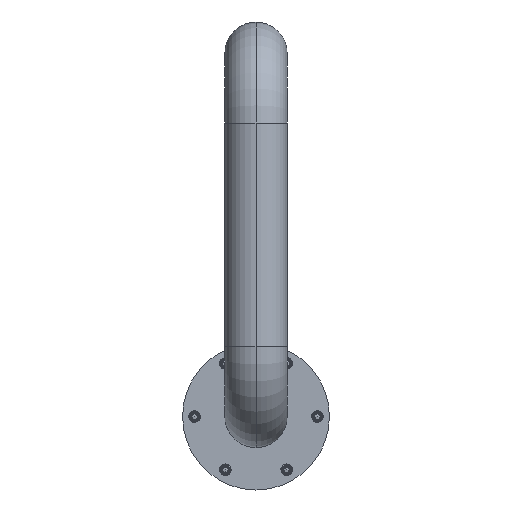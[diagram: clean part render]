
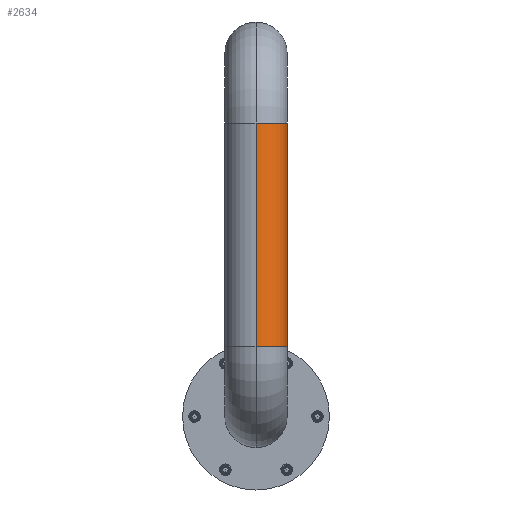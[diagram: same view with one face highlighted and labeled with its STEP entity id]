
A CAD part, front view. The second image highlights one B-rep face of the part: STEP entity #2634.
In plain terms, the highlighted cylindrical face has radius 44.5 mm (diameter 89 mm), a partial arc.
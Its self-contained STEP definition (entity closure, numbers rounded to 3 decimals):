
#2347 = DIRECTION ( 'NONE',  ( 0., 0., 1. ) ) ;
#2486 = DIRECTION ( 'NONE',  ( 0., -1., 0. ) ) ;
#2634 = ADVANCED_FACE ( 'NONE', ( #18030 ), #12723, .T. ) ;
#5567 = CARTESIAN_POINT ( 'NONE',  ( 0., -2269.5, 100. ) ) ;
#5780 = ORIENTED_EDGE ( 'NONE', *, *, #17367, .F. ) ;
#8158 = VERTEX_POINT ( 'NONE', #5567 ) ;
#9181 = VECTOR ( 'NONE', #55027, 1000. ) ;
#9415 = ORIENTED_EDGE ( 'NONE', *, *, #20418, .F. ) ;
#10088 = AXIS2_PLACEMENT_3D ( 'NONE', #30938, #62788, #45785 ) ;
#10178 = VECTOR ( 'NONE', #2347, 1000. ) ;
#11867 = CARTESIAN_POINT ( 'NONE',  ( 0., -2180.5, 100. ) ) ;
#12322 = CIRCLE ( 'NONE', #10088, 44.5 ) ;
#12723 = CYLINDRICAL_SURFACE ( 'NONE', #61377, 44.5 ) ;
#14182 = EDGE_CURVE ( 'NONE', #19013, #32997, #41846, .T. ) ;
#17367 = EDGE_CURVE ( 'NONE', #46342, #8158, #12322, .T. ) ;
#17546 = CARTESIAN_POINT ( 'NONE',  ( 0., -2180.5, 100. ) ) ;
#18030 = FACE_OUTER_BOUND ( 'NONE', #64367, .T. ) ;
#19013 = VERTEX_POINT ( 'NONE', #42026 ) ;
#20418 = EDGE_CURVE ( 'NONE', #8158, #32997, #64956, .T. ) ;
#21360 = ORIENTED_EDGE ( 'NONE', *, *, #14182, .T. ) ;
#23885 = LINE ( 'NONE', #17546, #10178 ) ;
#30410 = DIRECTION ( 'NONE',  ( 0., 0., 1. ) ) ;
#30938 = CARTESIAN_POINT ( 'NONE',  ( 0., -2225., 100. ) ) ;
#32997 = VERTEX_POINT ( 'NONE', #53283 ) ;
#37149 = DIRECTION ( 'NONE',  ( 0., 0., -1. ) ) ;
#41846 = CIRCLE ( 'NONE', #65509, 44.5 ) ;
#42026 = CARTESIAN_POINT ( 'NONE',  ( 0., -2180.5, 420. ) ) ;
#42458 = CARTESIAN_POINT ( 'NONE',  ( 0., -2225., 420. ) ) ;
#45785 = DIRECTION ( 'NONE',  ( 1., 0., 0. ) ) ;
#46342 = VERTEX_POINT ( 'NONE', #11867 ) ;
#50910 = CARTESIAN_POINT ( 'NONE',  ( 0., -2225., 100. ) ) ;
#52028 = EDGE_CURVE ( 'NONE', #46342, #19013, #23885, .T. ) ;
#53283 = CARTESIAN_POINT ( 'NONE',  ( 0., -2269.5, 420. ) ) ;
#55027 = DIRECTION ( 'NONE',  ( 0., 0., 1. ) ) ;
#56748 = ORIENTED_EDGE ( 'NONE', *, *, #52028, .T. ) ;
#59063 = DIRECTION ( 'NONE',  ( 1., 0., 0. ) ) ;
#59639 = CARTESIAN_POINT ( 'NONE',  ( 0., -2269.5, 100. ) ) ;
#61377 = AXIS2_PLACEMENT_3D ( 'NONE', #50910, #30410, #2486 ) ;
#62788 = DIRECTION ( 'NONE',  ( 0., 0., -1. ) ) ;
#64367 = EDGE_LOOP ( 'NONE', ( #5780, #56748, #21360, #9415 ) ) ;
#64956 = LINE ( 'NONE', #59639, #9181 ) ;
#65509 = AXIS2_PLACEMENT_3D ( 'NONE', #42458, #37149, #59063 ) ;
